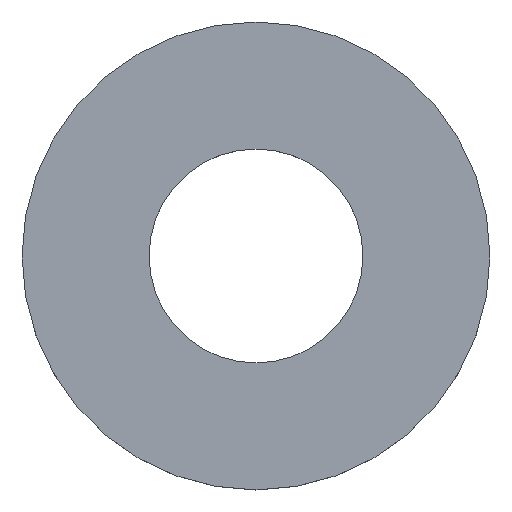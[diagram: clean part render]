
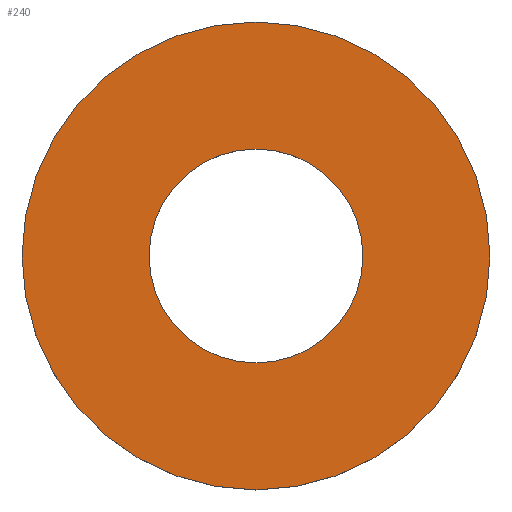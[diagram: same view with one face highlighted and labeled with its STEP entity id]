
A CAD part, top view. The second image highlights one B-rep face of the part: STEP entity #240.
In plain terms, the highlighted planar face has unit normal (0, 0, 1).
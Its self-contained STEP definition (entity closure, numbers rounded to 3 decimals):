
#4 = DIRECTION ( 'NONE',  ( 0., 0., 1. ) ) ;
#5 = DIRECTION ( 'NONE',  ( 1., 0., 0. ) ) ;
#6 = CIRCLE ( 'NONE', #174, 1.6 ) ;
#10 = DIRECTION ( 'NONE',  ( 1., 0., 0. ) ) ;
#15 = FACE_OUTER_BOUND ( 'NONE', #88, .T. ) ;
#27 = DIRECTION ( 'NONE',  ( 1., 0., 0. ) ) ;
#29 = AXIS2_PLACEMENT_3D ( 'NONE', #244, #76, #195 ) ;
#41 = DIRECTION ( 'NONE',  ( 0., 0., 1. ) ) ;
#46 = CIRCLE ( 'NONE', #112, 1.6 ) ;
#47 = CIRCLE ( 'NONE', #51, 3.5 ) ;
#48 = ORIENTED_EDGE ( 'NONE', *, *, #157, .F. ) ;
#51 = AXIS2_PLACEMENT_3D ( 'NONE', #167, #41, #27 ) ;
#59 = VERTEX_POINT ( 'NONE', #108 ) ;
#76 = DIRECTION ( 'NONE',  ( 0., 0., 1. ) ) ;
#77 = EDGE_CURVE ( 'NONE', #116, #59, #6, .T. ) ;
#81 = PLANE ( 'NONE',  #29 ) ;
#88 = EDGE_LOOP ( 'NONE', ( #98, #144 ) ) ;
#91 = CIRCLE ( 'NONE', #131, 3.5 ) ;
#98 = ORIENTED_EDGE ( 'NONE', *, *, #214, .T. ) ;
#108 = CARTESIAN_POINT ( 'NONE',  ( 1.6, 0., 0.6 ) ) ;
#112 = AXIS2_PLACEMENT_3D ( 'NONE', #117, #185, #5 ) ;
#113 = CARTESIAN_POINT ( 'NONE',  ( 0., 0., 0.6 ) ) ;
#115 = CARTESIAN_POINT ( 'NONE',  ( 3.5, 0., 0.6 ) ) ;
#116 = VERTEX_POINT ( 'NONE', #143 ) ;
#117 = CARTESIAN_POINT ( 'NONE',  ( 0., 0., 0.6 ) ) ;
#131 = AXIS2_PLACEMENT_3D ( 'NONE', #169, #207, #10 ) ;
#133 = VERTEX_POINT ( 'NONE', #115 ) ;
#143 = CARTESIAN_POINT ( 'NONE',  ( -1.6, 0., 0.6 ) ) ;
#144 = ORIENTED_EDGE ( 'NONE', *, *, #198, .T. ) ;
#157 = EDGE_CURVE ( 'NONE', #59, #116, #46, .T. ) ;
#167 = CARTESIAN_POINT ( 'NONE',  ( 0., 0., 0.6 ) ) ;
#169 = CARTESIAN_POINT ( 'NONE',  ( 0., 0., 0.6 ) ) ;
#174 = AXIS2_PLACEMENT_3D ( 'NONE', #113, #4, #221 ) ;
#185 = DIRECTION ( 'NONE',  ( 0., 0., 1. ) ) ;
#195 = DIRECTION ( 'NONE',  ( 1., 0., 0. ) ) ;
#198 = EDGE_CURVE ( 'NONE', #133, #233, #47, .T. ) ;
#200 = FACE_BOUND ( 'NONE', #216, .T. ) ;
#205 = CARTESIAN_POINT ( 'NONE',  ( -3.5, 0., 0.6 ) ) ;
#207 = DIRECTION ( 'NONE',  ( 0., 0., 1. ) ) ;
#214 = EDGE_CURVE ( 'NONE', #233, #133, #91, .T. ) ;
#216 = EDGE_LOOP ( 'NONE', ( #245, #48 ) ) ;
#221 = DIRECTION ( 'NONE',  ( 1., 0., 0. ) ) ;
#233 = VERTEX_POINT ( 'NONE', #205 ) ;
#240 = ADVANCED_FACE ( 'NONE', ( #15, #200 ), #81, .T. ) ;
#244 = CARTESIAN_POINT ( 'NONE',  ( 0., 0., 0.6 ) ) ;
#245 = ORIENTED_EDGE ( 'NONE', *, *, #77, .F. ) ;
